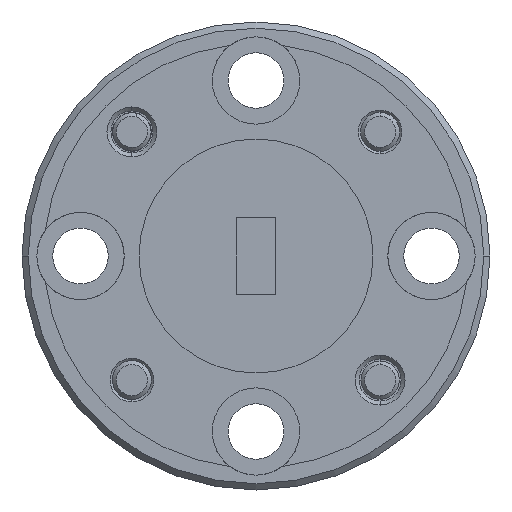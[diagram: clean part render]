
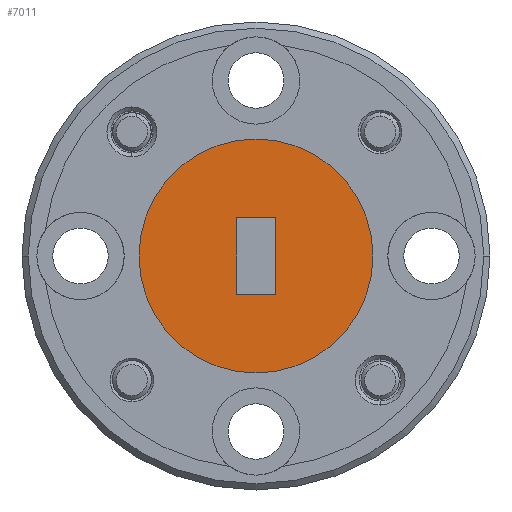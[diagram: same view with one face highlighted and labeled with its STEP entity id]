
A CAD part, left-side view. The second image highlights one B-rep face of the part: STEP entity #7011.
In plain terms, the highlighted planar face has unit normal (-1, 0, 0).
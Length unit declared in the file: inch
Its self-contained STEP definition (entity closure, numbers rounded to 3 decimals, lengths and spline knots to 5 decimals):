
#149 = EDGE_CURVE ( 'NONE', #5794, #7301, #7148, .T. ) ;
#367 = DIRECTION ( 'NONE',  ( 0., 1., 0. ) ) ;
#500 = EDGE_LOOP ( 'NONE', ( #1663, #4602 ) ) ;
#797 = FACE_BOUND ( 'NONE', #964, .T. ) ;
#867 = PLANE ( 'NONE',  #943 ) ;
#943 = AXIS2_PLACEMENT_3D ( 'NONE', #3264, #1093, #2717 ) ;
#964 = EDGE_LOOP ( 'NONE', ( #4450, #6792, #3537, #3198 ) ) ;
#1093 = DIRECTION ( 'NONE',  ( -1., 0., 0. ) ) ;
#1101 = CARTESIAN_POINT ( 'NONE',  ( -0.65805, 2.12052, 2.94561 ) ) ;
#1193 = DIRECTION ( 'NONE',  ( 0., 1., 0. ) ) ;
#1322 = LINE ( 'NONE', #5941, #5698 ) ;
#1363 = CARTESIAN_POINT ( 'NONE',  ( -0.65805, 2.27752, 2.88461 ) ) ;
#1410 = CARTESIAN_POINT ( 'NONE',  ( -0.65805, 2.05952, 2.94561 ) ) ;
#1614 = CARTESIAN_POINT ( 'NONE',  ( -0.65805, 2.05952, 2.82361 ) ) ;
#1663 = ORIENTED_EDGE ( 'NONE', *, *, #149, .F. ) ;
#1713 = CARTESIAN_POINT ( 'NONE',  ( -0.65805, 2.12052, 2.82361 ) ) ;
#1908 = VERTEX_POINT ( 'NONE', #1410 ) ;
#1979 = EDGE_CURVE ( 'NONE', #1908, #6699, #2852, .T. ) ;
#2257 = VECTOR ( 'NONE', #6488, 39.37008 ) ;
#2381 = LINE ( 'NONE', #6980, #3130 ) ;
#2407 = EDGE_CURVE ( 'NONE', #7301, #5794, #3379, .T. ) ;
#2442 = CARTESIAN_POINT ( 'NONE',  ( -0.65805, 2.05952, 2.82361 ) ) ;
#2519 = AXIS2_PLACEMENT_3D ( 'NONE', #7323, #4233, #367 ) ;
#2717 = DIRECTION ( 'NONE',  ( 0., -1., 0. ) ) ;
#2820 = DIRECTION ( 'NONE',  ( 0., -1., 0. ) ) ;
#2852 = LINE ( 'NONE', #4597, #4573 ) ;
#3071 = LINE ( 'NONE', #2442, #2257 ) ;
#3130 = VECTOR ( 'NONE', #2820, 39.37008 ) ;
#3198 = ORIENTED_EDGE ( 'NONE', *, *, #3430, .T. ) ;
#3264 = CARTESIAN_POINT ( 'NONE',  ( -0.65805, 2.09002, 2.88461 ) ) ;
#3379 = CIRCLE ( 'NONE', #2519, 0.1875 ) ;
#3430 = EDGE_CURVE ( 'NONE', #7354, #4483, #1322, .T. ) ;
#3470 = CARTESIAN_POINT ( 'NONE',  ( -0.65805, 2.09002, 2.88461 ) ) ;
#3531 = AXIS2_PLACEMENT_3D ( 'NONE', #3470, #5213, #1193 ) ;
#3537 = ORIENTED_EDGE ( 'NONE', *, *, #4950, .T. ) ;
#4233 = DIRECTION ( 'NONE',  ( 1., 0., 0. ) ) ;
#4450 = ORIENTED_EDGE ( 'NONE', *, *, #6876, .T. ) ;
#4483 = VERTEX_POINT ( 'NONE', #1101 ) ;
#4573 = VECTOR ( 'NONE', #6875, 39.37008 ) ;
#4597 = CARTESIAN_POINT ( 'NONE',  ( -0.65805, 2.05952, 2.82361 ) ) ;
#4602 = ORIENTED_EDGE ( 'NONE', *, *, #2407, .F. ) ;
#4950 = EDGE_CURVE ( 'NONE', #6699, #7354, #3071, .T. ) ;
#5178 = CARTESIAN_POINT ( 'NONE',  ( -0.65805, 1.90252, 2.88461 ) ) ;
#5213 = DIRECTION ( 'NONE',  ( 1., 0., 0. ) ) ;
#5371 = DIRECTION ( 'NONE',  ( 0., 0., 1. ) ) ;
#5453 = FACE_OUTER_BOUND ( 'NONE', #500, .T. ) ;
#5698 = VECTOR ( 'NONE', #5371, 39.37008 ) ;
#5794 = VERTEX_POINT ( 'NONE', #1363 ) ;
#5941 = CARTESIAN_POINT ( 'NONE',  ( -0.65805, 2.12052, 2.82361 ) ) ;
#6488 = DIRECTION ( 'NONE',  ( 0., 1., 0. ) ) ;
#6699 = VERTEX_POINT ( 'NONE', #1614 ) ;
#6792 = ORIENTED_EDGE ( 'NONE', *, *, #1979, .T. ) ;
#6875 = DIRECTION ( 'NONE',  ( 0., 0., -1. ) ) ;
#6876 = EDGE_CURVE ( 'NONE', #4483, #1908, #2381, .T. ) ;
#6980 = CARTESIAN_POINT ( 'NONE',  ( -0.65805, 2.05952, 2.94561 ) ) ;
#7011 = ADVANCED_FACE ( 'NONE', ( #797, #5453 ), #867, .T. ) ;
#7148 = CIRCLE ( 'NONE', #3531, 0.1875 ) ;
#7301 = VERTEX_POINT ( 'NONE', #5178 ) ;
#7323 = CARTESIAN_POINT ( 'NONE',  ( -0.65805, 2.09002, 2.88461 ) ) ;
#7354 = VERTEX_POINT ( 'NONE', #1713 ) ;
